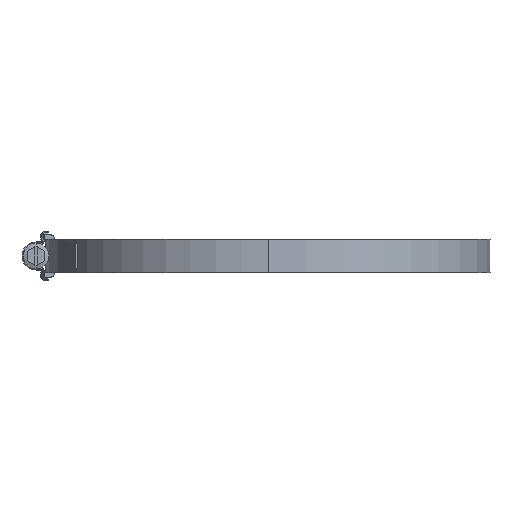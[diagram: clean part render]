
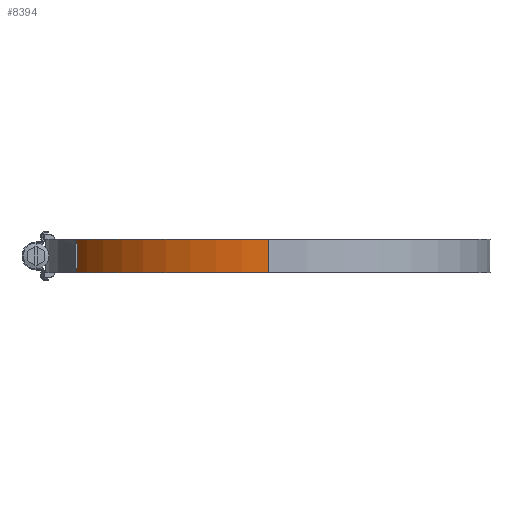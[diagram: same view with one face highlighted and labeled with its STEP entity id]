
A CAD part, left-side view. The second image highlights one B-rep face of the part: STEP entity #8394.
In plain terms, the highlighted cylindrical face has radius 103.69 mm (diameter 207.38 mm), a partial arc.
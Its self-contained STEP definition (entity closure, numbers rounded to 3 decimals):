
#97 = AXIS2_PLACEMENT_3D ( 'NONE', #1827, #5065, #347 ) ;
#191 = ORIENTED_EDGE ( 'NONE', *, *, #6901, .F. ) ;
#347 = DIRECTION ( 'NONE',  ( -1., 0., 0. ) ) ;
#694 = ORIENTED_EDGE ( 'NONE', *, *, #6193, .F. ) ;
#1120 = CARTESIAN_POINT ( 'NONE',  ( -103.69, 0., 7.95 ) ) ;
#1333 = ORIENTED_EDGE ( 'NONE', *, *, #2004, .T. ) ;
#1827 = CARTESIAN_POINT ( 'NONE',  ( 0., 0., 7.95 ) ) ;
#1851 = VECTOR ( 'NONE', #4889, 1000. ) ;
#2004 = EDGE_CURVE ( 'NONE', #7874, #10037, #7402, .T. ) ;
#2050 = DIRECTION ( 'NONE',  ( 0., 0., -1. ) ) ;
#2233 = CARTESIAN_POINT ( 'NONE',  ( 0., 0., -7.95 ) ) ;
#2371 = LINE ( 'NONE', #8839, #1851 ) ;
#2703 = CARTESIAN_POINT ( 'NONE',  ( -103.69, 0., 7.95 ) ) ;
#2722 = AXIS2_PLACEMENT_3D ( 'NONE', #5960, #8892, #6770 ) ;
#2787 = ORIENTED_EDGE ( 'NONE', *, *, #4568, .T. ) ;
#3543 = VERTEX_POINT ( 'NONE', #1120 ) ;
#4390 = CYLINDRICAL_SURFACE ( 'NONE', #97, 103.69 ) ;
#4568 = EDGE_CURVE ( 'NONE', #4913, #7874, #2371, .T. ) ;
#4889 = DIRECTION ( 'NONE',  ( 0., 0., -1. ) ) ;
#4913 = VERTEX_POINT ( 'NONE', #7455 ) ;
#5065 = DIRECTION ( 'NONE',  ( 0., 0., -1. ) ) ;
#5219 = DIRECTION ( 'NONE',  ( 0., 0., 1. ) ) ;
#5369 = DIRECTION ( 'NONE',  ( 1., 0., 0. ) ) ;
#5503 = CARTESIAN_POINT ( 'NONE',  ( 0., 103.69, -7.95 ) ) ;
#5960 = CARTESIAN_POINT ( 'NONE',  ( 0., 0., 7.95 ) ) ;
#6193 = EDGE_CURVE ( 'NONE', #3543, #10037, #8253, .T. ) ;
#6348 = CIRCLE ( 'NONE', #2722, 103.69 ) ;
#6477 = VECTOR ( 'NONE', #2050, 1000. ) ;
#6770 = DIRECTION ( 'NONE',  ( 1., 0., 0. ) ) ;
#6834 = EDGE_LOOP ( 'NONE', ( #694, #191, #2787, #1333 ) ) ;
#6901 = EDGE_CURVE ( 'NONE', #4913, #3543, #6348, .T. ) ;
#7402 = CIRCLE ( 'NONE', #8742, 103.69 ) ;
#7455 = CARTESIAN_POINT ( 'NONE',  ( 0., 103.69, 7.95 ) ) ;
#7874 = VERTEX_POINT ( 'NONE', #5503 ) ;
#8253 = LINE ( 'NONE', #2703, #6477 ) ;
#8394 = ADVANCED_FACE ( 'NONE', ( #8914 ), #4390, .T. ) ;
#8742 = AXIS2_PLACEMENT_3D ( 'NONE', #2233, #5219, #5369 ) ;
#8839 = CARTESIAN_POINT ( 'NONE',  ( 0., 103.69, 7.95 ) ) ;
#8892 = DIRECTION ( 'NONE',  ( 0., 0., 1. ) ) ;
#8914 = FACE_OUTER_BOUND ( 'NONE', #6834, .T. ) ;
#9592 = CARTESIAN_POINT ( 'NONE',  ( -103.69, 0., -7.95 ) ) ;
#10037 = VERTEX_POINT ( 'NONE', #9592 ) ;
